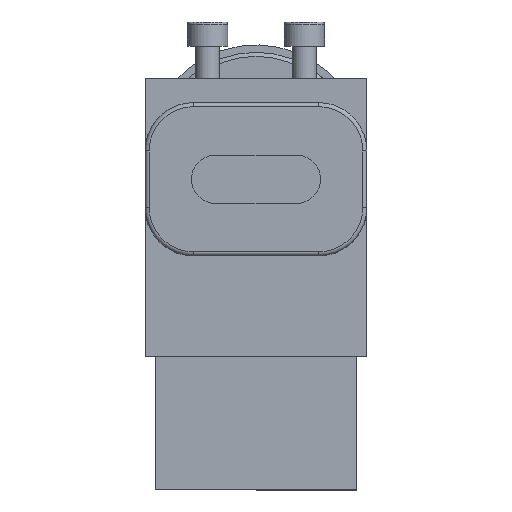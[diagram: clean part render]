
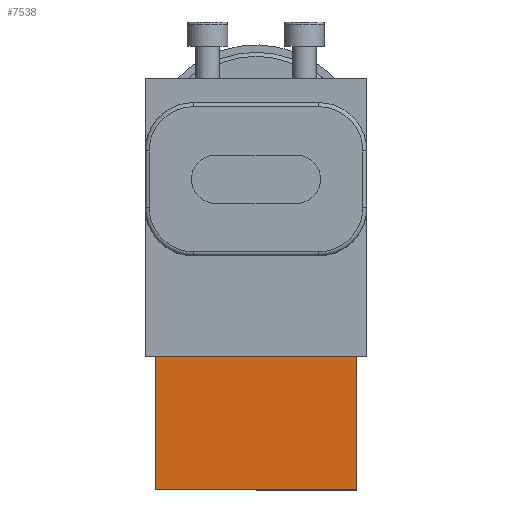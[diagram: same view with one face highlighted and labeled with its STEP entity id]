
A CAD part, top view. The second image highlights one B-rep face of the part: STEP entity #7538.
In plain terms, the highlighted planar face has unit normal (0, 0, 1).
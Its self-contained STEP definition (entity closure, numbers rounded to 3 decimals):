
#571=LINE('',#13010,#1103);
#574=LINE('',#13018,#1106);
#575=LINE('',#13020,#1107);
#576=LINE('',#13021,#1108);
#1103=VECTOR('',#10169,10.);
#1106=VECTOR('',#10180,10.);
#1107=VECTOR('',#10181,10.);
#1108=VECTOR('',#10182,10.);
#1597=PLANE('',#8276);
#2117=FACE_OUTER_BOUND('',#2639,.T.);
#2639=EDGE_LOOP('',(#6262,#6263,#6264,#6265));
#3446=VERTEX_POINT('',#12616);
#3449=VERTEX_POINT('',#12624);
#3573=VERTEX_POINT('',#13017);
#3574=VERTEX_POINT('',#13019);
#4488=EDGE_CURVE('',#3446,#3449,#571,.T.);
#4492=EDGE_CURVE('',#3573,#3449,#574,.T.);
#4493=EDGE_CURVE('',#3574,#3573,#575,.T.);
#4494=EDGE_CURVE('',#3446,#3574,#576,.T.);
#6262=ORIENTED_EDGE('',*,*,#4488,.T.);
#6263=ORIENTED_EDGE('',*,*,#4492,.F.);
#6264=ORIENTED_EDGE('',*,*,#4493,.F.);
#6265=ORIENTED_EDGE('',*,*,#4494,.F.);
#7538=ADVANCED_FACE('',(#2117),#1597,.T.);
#8276=AXIS2_PLACEMENT_3D('',#13016,#10178,#10179);
#10169=DIRECTION('',(-1.,0.,0.));
#10178=DIRECTION('center_axis',(0.,0.,
1.));
#10179=DIRECTION('ref_axis',(1.,0.,0.));
#10180=DIRECTION('',(0.,1.,0.));
#10181=DIRECTION('',(-1.,0.,0.));
#10182=DIRECTION('',(0.,-1.,0.));
#12616=CARTESIAN_POINT('',(25.,33.,121.75));
#12624=CARTESIAN_POINT('',(-25.,33.,121.75));
#13010=CARTESIAN_POINT('',(13.75,33.,121.75));
#13016=CARTESIAN_POINT('Origin',(0.,50.,121.75));
#13017=CARTESIAN_POINT('',(-25.,0.,121.75));
#13018=CARTESIAN_POINT('',(-25.,100.,121.75));
#13019=CARTESIAN_POINT('',(25.,0.,121.75));
#13020=CARTESIAN_POINT('',(-25.,0.,121.75));
#13021=CARTESIAN_POINT('',(25.,0.,121.75));
